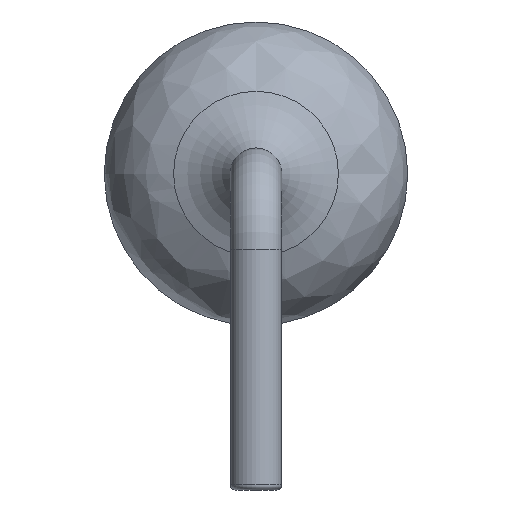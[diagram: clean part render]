
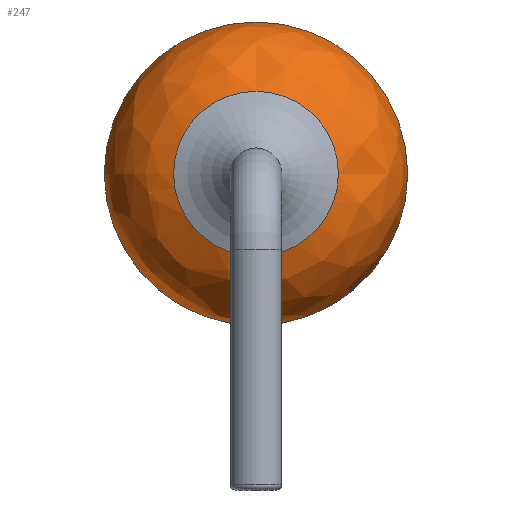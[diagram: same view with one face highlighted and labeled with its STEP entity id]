
A CAD part, left-side view. The second image highlights one B-rep face of the part: STEP entity #247.
In plain terms, the highlighted free-form (B-spline) face has degree [2, 2] with [3, 9] control points.
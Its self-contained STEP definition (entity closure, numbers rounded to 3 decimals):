
#54=FACE_OUTER_BOUND('',#70,.T.);
#70=EDGE_LOOP('',(#175,#176,#177,#178,#179,#180));
#86=CIRCLE('',#290,1.102);
#87=CIRCLE('',#291,1.102);
#88=CIRCLE('',#292,1.27);
#89=CIRCLE('',#293,2.03);
#90=CIRCLE('',#294,2.03);
#117=VERTEX_POINT('',#474);
#118=VERTEX_POINT('',#475);
#119=VERTEX_POINT('',#478);
#120=VERTEX_POINT('',#480);
#140=EDGE_CURVE('',#117,#118,#86,.T.);
#141=EDGE_CURVE('',#118,#117,#87,.T.);
#142=EDGE_CURVE('',#117,#119,#88,.T.);
#143=EDGE_CURVE('',#119,#120,#89,.T.);
#144=EDGE_CURVE('',#120,#119,#90,.T.);
#175=ORIENTED_EDGE('',*,*,#140,.T.);
#176=ORIENTED_EDGE('',*,*,#141,.T.);
#177=ORIENTED_EDGE('',*,*,#142,.T.);
#178=ORIENTED_EDGE('',*,*,#143,.T.);
#179=ORIENTED_EDGE('',*,*,#144,.T.);
#180=ORIENTED_EDGE('',*,*,#142,.F.);
#245=(
BOUNDED_SURFACE()
B_SPLINE_SURFACE(2,2,((#447,#448,#449,#450,#451,#452,#453,#454,#455),(#456,
#457,#458,#459,#460,#461,#462,#463,#464),(#465,#466,#467,#468,#469,#470,
#471,#472,#473)),.UNSPECIFIED.,.F.,.T.,.F.)
B_SPLINE_SURFACE_WITH_KNOTS((3,3),(3,2,2,2,3),(0.,1.298),(-3.142,
-1.571,0.,1.571,3.142),.UNSPECIFIED.)
GEOMETRIC_REPRESENTATION_ITEM()
RATIONAL_B_SPLINE_SURFACE(((1.,0.707,1.,0.707,1.,
0.707,1.,0.707,1.),(0.797,0.563,
0.797,0.563,0.797,0.563,0.797,
0.563,0.797),(1.,0.707,1.,0.707,
1.,0.707,1.,0.707,1.)))
REPRESENTATION_ITEM('')
SURFACE()
);
#247=ADVANCED_FACE('',(#54),#245,.T.);
#290=AXIS2_PLACEMENT_3D('',#476,#343,#344);
#291=AXIS2_PLACEMENT_3D('',#477,#345,#346);
#292=AXIS2_PLACEMENT_3D('',#479,#347,#348);
#293=AXIS2_PLACEMENT_3D('',#481,#349,#350);
#294=AXIS2_PLACEMENT_3D('',#482,#351,#352);
#343=DIRECTION('center_axis',(1.,0.,0.));
#344=DIRECTION('ref_axis',(0.,-1.,0.));
#345=DIRECTION('center_axis',(1.,0.,0.));
#346=DIRECTION('ref_axis',(0.,-1.,0.));
#347=DIRECTION('center_axis',(0.,0.,-1.));
#348=DIRECTION('ref_axis',(0.,1.,0.));
#349=DIRECTION('center_axis',(-1.,0.,0.));
#350=DIRECTION('ref_axis',(0.,-1.,0.));
#351=DIRECTION('center_axis',(-1.,0.,0.));
#352=DIRECTION('ref_axis',(0.,-1.,0.));
#447=CARTESIAN_POINT('Ctrl Pts',(-3.589,2.03,2.23));
#448=CARTESIAN_POINT('Ctrl Pts',(-3.589,2.03,4.26));
#449=CARTESIAN_POINT('Ctrl Pts',(-3.589,0.,4.26));
#450=CARTESIAN_POINT('Ctrl Pts',(-3.589,-2.03,4.26));
#451=CARTESIAN_POINT('Ctrl Pts',(-3.589,-2.03,2.23));
#452=CARTESIAN_POINT('Ctrl Pts',(-3.589,-2.03,0.2));
#453=CARTESIAN_POINT('Ctrl Pts',(-3.589,0.,0.2));
#454=CARTESIAN_POINT('Ctrl Pts',(-3.589,2.03,0.2));
#455=CARTESIAN_POINT('Ctrl Pts',(-3.589,2.03,2.23));
#456=CARTESIAN_POINT('Ctrl Pts',(-4.552,2.03,2.23));
#457=CARTESIAN_POINT('Ctrl Pts',(-4.552,2.03,4.26));
#458=CARTESIAN_POINT('Ctrl Pts',(-4.552,0.,4.26));
#459=CARTESIAN_POINT('Ctrl Pts',(-4.552,-2.03,4.26));
#460=CARTESIAN_POINT('Ctrl Pts',(-4.552,-2.03,2.23));
#461=CARTESIAN_POINT('Ctrl Pts',(-4.552,-2.03,0.2));
#462=CARTESIAN_POINT('Ctrl Pts',(-4.552,0.,0.2));
#463=CARTESIAN_POINT('Ctrl Pts',(-4.552,2.03,0.2));
#464=CARTESIAN_POINT('Ctrl Pts',(-4.552,2.03,2.23));
#465=CARTESIAN_POINT('Ctrl Pts',(-4.812,1.102,2.23));
#466=CARTESIAN_POINT('Ctrl Pts',(-4.812,1.102,3.332));
#467=CARTESIAN_POINT('Ctrl Pts',(-4.812,0.,3.332));
#468=CARTESIAN_POINT('Ctrl Pts',(-4.812,-1.102,3.332));
#469=CARTESIAN_POINT('Ctrl Pts',(-4.812,-1.102,2.23));
#470=CARTESIAN_POINT('Ctrl Pts',(-4.812,-1.102,1.128));
#471=CARTESIAN_POINT('Ctrl Pts',(-4.812,0.,1.128));
#472=CARTESIAN_POINT('Ctrl Pts',(-4.812,1.102,1.128));
#473=CARTESIAN_POINT('Ctrl Pts',(-4.812,1.102,2.23));
#474=CARTESIAN_POINT('',(-4.812,1.102,2.23));
#475=CARTESIAN_POINT('',(-4.812,-1.102,2.23));
#476=CARTESIAN_POINT('Origin',(-4.812,0.,2.23));
#477=CARTESIAN_POINT('Origin',(-4.812,0.,2.23));
#478=CARTESIAN_POINT('',(-3.589,2.03,2.23));
#479=CARTESIAN_POINT('Origin',(-3.589,0.76,2.23));
#480=CARTESIAN_POINT('',(-3.589,-2.03,2.23));
#481=CARTESIAN_POINT('Origin',(-3.589,0.,2.23));
#482=CARTESIAN_POINT('Origin',(-3.589,0.,2.23));
